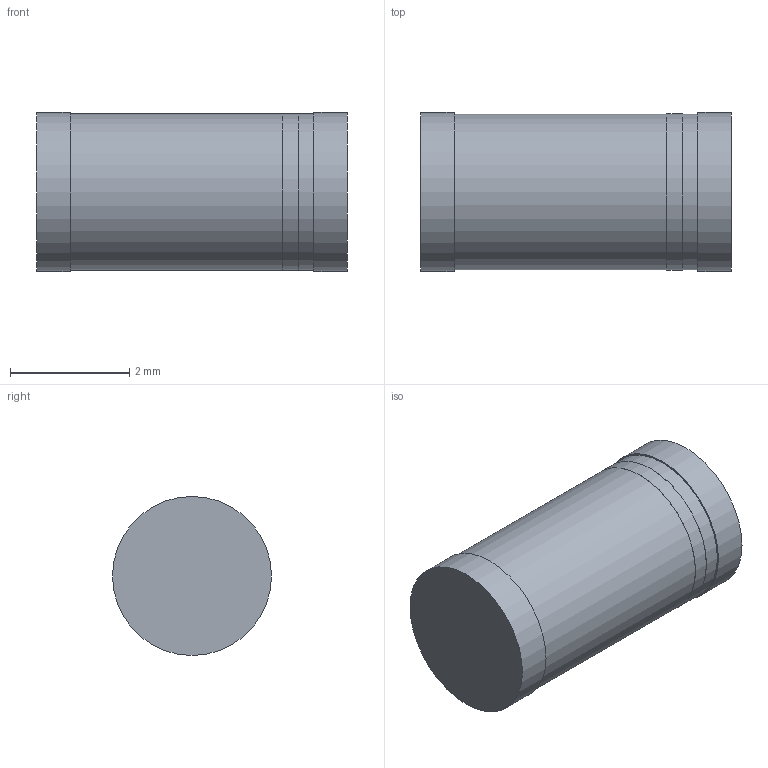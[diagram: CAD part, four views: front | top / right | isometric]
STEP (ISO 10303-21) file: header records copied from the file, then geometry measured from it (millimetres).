
FILE_DESCRIPTION(('STEP AP214'),'1');
FILE_NAME('DO-213AB_MIS','2022-06-29T06:22:56',(''),(''),'','','');
FILE_SCHEMA(('AUTOMOTIVE_DESIGN'));
Length unit declared in the file: millimetre
Products named in the file (1): product
Bounding box: 5.21 x 2.67 x 2.67 mm (x, y, z)
Volume: 28.2 mm3; surface area: 80.4 mm2
Topology: 4 solids, 4 shells, 13 faces, 19 edges, 14 vertices
Faces by surface type: plane 8, cylinder 5
Full cylindrical faces by diameter (mm): 2.616 x2, 2.621 x1, 2.667 x2
Entity records: 342 total; most frequent: DIRECTION 62, CARTESIAN_POINT 39, AXIS2_PLACEMENT_3D 31, ORIENTED_EDGE 28, EDGE_LOOP 20, CIRCLE 14, VERTEX_POINT 14, EDGE_CURVE 14
